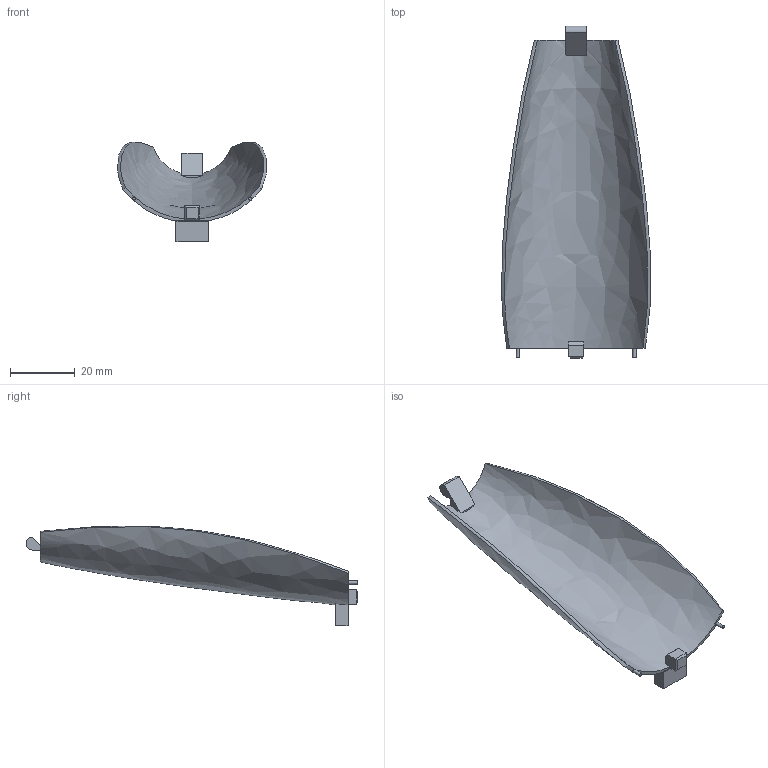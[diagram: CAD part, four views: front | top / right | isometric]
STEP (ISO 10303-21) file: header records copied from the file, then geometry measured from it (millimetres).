
FILE_DESCRIPTION(/* description */ (''),/* implementation_level */ '2;1');
FILE_NAME(/* name */ 'NoseConeParachute Shell.stp',/* time_stamp */ '2024-02-24T09:12:40-08:00',/* author */ ('liu63'),/* organization */ (''),/* preprocessor_version */ 'ST-DEVELOPER v20',/* originating_system */ 'Autodesk Inventor 2024',/* authorisation */ '');
FILE_SCHEMA (('AUTOMOTIVE_DESIGN { 1 0 10303 214 3 1 1 }'));
Length unit declared in the file: millimetre
Products named in the file (1): nosecone panel
Bounding box: 45.96 x 102.5 x 30.85 mm (x, y, z)
Volume: 5562.8 mm3; surface area: 10846.2 mm2
Topology: 1 solids, 1 shells, 44 faces, 127 edges, 95 vertices
Faces by surface type: plane 31, bspline 8, cylinder 5
Full cylindrical faces by diameter (mm): 1 x2
Entity records: 2015 total; most frequent: CARTESIAN_POINT 888, ORIENTED_EDGE 242, DIRECTION 182, EDGE_CURVE 121, VERTEX_POINT 79, LINE 64, VECTOR 64, AXIS2_PLACEMENT_3D 59
